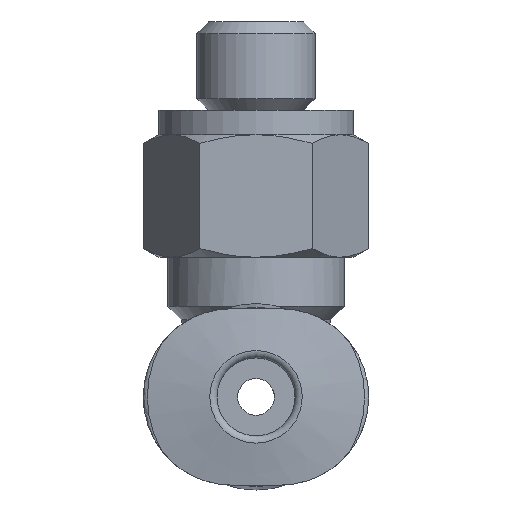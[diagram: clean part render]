
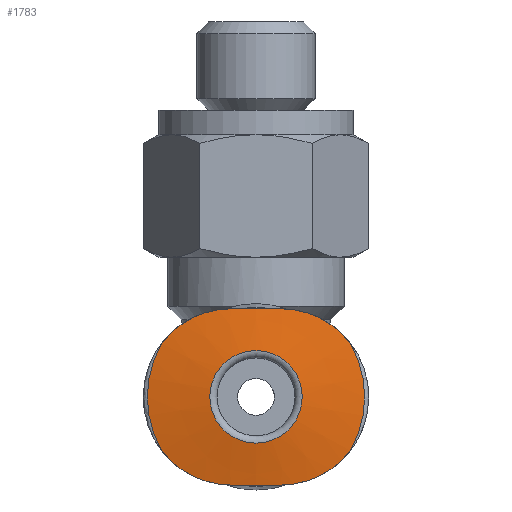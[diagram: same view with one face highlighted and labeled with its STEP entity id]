
A CAD part, left-side view. The second image highlights one B-rep face of the part: STEP entity #1783.
In plain terms, the highlighted conical face has half-angle 80 degrees and reference radius 1.887 mm.
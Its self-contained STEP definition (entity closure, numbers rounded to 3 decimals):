
#67=CONICAL_SURFACE('',#1915,1.888,1.396);
#176=CIRCLE('',#1829,4.435);
#215=CIRCLE('',#1916,4.435);
#216=CIRCLE('',#1917,1.888);
#419=ORIENTED_EDGE('',*,*,#689,.T.);
#420=ORIENTED_EDGE('',*,*,#690,.T.);
#421=ORIENTED_EDGE('',*,*,#691,.F.);
#422=ORIENTED_EDGE('',*,*,#692,.T.);
#423=ORIENTED_EDGE('',*,*,#693,.T.);
#424=ORIENTED_EDGE('',*,*,#694,.T.);
#425=ORIENTED_EDGE('',*,*,#574,.F.);
#426=ORIENTED_EDGE('',*,*,#695,.T.);
#427=ORIENTED_EDGE('',*,*,#696,.T.);
#574=EDGE_CURVE('',#740,#739,#176,.T.);
#689=EDGE_CURVE('',#825,#826,#908,.T.);
#690=EDGE_CURVE('',#826,#827,#909,.T.);
#691=EDGE_CURVE('',#828,#827,#215,.T.);
#692=EDGE_CURVE('',#828,#829,#910,.T.);
#693=EDGE_CURVE('',#829,#830,#911,.T.);
#694=EDGE_CURVE('',#830,#739,#912,.T.);
#695=EDGE_CURVE('',#740,#825,#913,.T.);
#696=EDGE_CURVE('',#831,#831,#216,.T.);
#739=VERTEX_POINT('',#2331);
#740=VERTEX_POINT('',#2336);
#825=VERTEX_POINT('',#2726);
#826=VERTEX_POINT('',#2727);
#827=VERTEX_POINT('',#2732);
#828=VERTEX_POINT('',#2734);
#829=VERTEX_POINT('',#2739);
#830=VERTEX_POINT('',#2744);
#831=VERTEX_POINT('',#2754);
#908=B_SPLINE_CURVE_WITH_KNOTS('',3,(#2722,#2723,#2724,#2725),
 .UNSPECIFIED.,.F.,.F.,(4,4),(0.002,0.004),
 .UNSPECIFIED.);
#909=B_SPLINE_CURVE_WITH_KNOTS('',3,(#2728,#2729,#2730,#2731),
 .UNSPECIFIED.,.F.,.F.,(4,4),(0.,0.003),
 .UNSPECIFIED.);
#910=B_SPLINE_CURVE_WITH_KNOTS('',3,(#2735,#2736,#2737,#2738),
 .UNSPECIFIED.,.F.,.F.,(4,4),(0.,0.003),
 .UNSPECIFIED.);
#911=B_SPLINE_CURVE_WITH_KNOTS('',3,(#2740,#2741,#2742,#2743),
 .UNSPECIFIED.,.F.,.F.,(4,4),(0.002,0.004),
 .UNSPECIFIED.);
#912=B_SPLINE_CURVE_WITH_KNOTS('',3,(#2745,#2746,#2747,#2748),
 .UNSPECIFIED.,.F.,.F.,(4,4),(0.,0.003),
 .UNSPECIFIED.);
#913=B_SPLINE_CURVE_WITH_KNOTS('',3,(#2749,#2750,#2751,#2752),
 .UNSPECIFIED.,.F.,.F.,(4,4),(0.,0.003),
 .UNSPECIFIED.);
#969=EDGE_LOOP('',(#419,#420,#421,#422,#423,#424,#425,#426));
#970=EDGE_LOOP('',(#427));
#1089=FACE_BOUND('',#969,.T.);
#1090=FACE_BOUND('',#970,.T.);
#1783=ADVANCED_FACE('',(#1089,#1090),#67,.T.);
#1829=AXIS2_PLACEMENT_3D('',#2337,#1984,#1985);
#1915=AXIS2_PLACEMENT_3D('',#2721,#2178,#2179);
#1916=AXIS2_PLACEMENT_3D('',#2733,#2180,#2181);
#1917=AXIS2_PLACEMENT_3D('',#2753,#2182,#2183);
#1984=DIRECTION('',(1.,0.,0.));
#1985=DIRECTION('',(0.,0.,-1.));
#2178=DIRECTION('',(1.,0.,0.));
#2179=DIRECTION('',(0.,0.,-1.));
#2180=DIRECTION('',(1.,0.,0.));
#2181=DIRECTION('',(0.,0.,-1.));
#2182=DIRECTION('',(1.,0.,0.));
#2183=DIRECTION('',(0.,0.,-1.));
#2331=CARTESIAN_POINT('',(-14.051,3.853,2.195));
#2336=CARTESIAN_POINT('',(-14.051,3.853,-2.195));
#2337=CARTESIAN_POINT('',(-14.051,0.,0.));
#2721=CARTESIAN_POINT('',(-14.5,0.,0.));
#2722=CARTESIAN_POINT('',(-14.174,1.,-3.6));
#2723=CARTESIAN_POINT('',(-14.205,0.334,-3.6));
#2724=CARTESIAN_POINT('',(-14.206,-0.332,-3.6));
#2725=CARTESIAN_POINT('',(-14.174,-1.,-3.6));
#2726=CARTESIAN_POINT('',(-14.174,1.,-3.6));
#2727=CARTESIAN_POINT('',(-14.174,-1.,-3.6));
#2728=CARTESIAN_POINT('',(-14.174,-1.,-3.6));
#2729=CARTESIAN_POINT('',(-14.122,-2.107,-3.6));
#2730=CARTESIAN_POINT('',(-14.078,-3.178,-3.073));
#2731=CARTESIAN_POINT('',(-14.051,-3.853,-2.195));
#2732=CARTESIAN_POINT('',(-14.051,-3.853,-2.195));
#2733=CARTESIAN_POINT('',(-14.051,0.,0.));
#2734=CARTESIAN_POINT('',(-14.051,-3.853,2.195));
#2735=CARTESIAN_POINT('',(-14.051,-3.853,2.195));
#2736=CARTESIAN_POINT('',(-14.078,-3.178,3.073));
#2737=CARTESIAN_POINT('',(-14.122,-2.107,3.6));
#2738=CARTESIAN_POINT('',(-14.174,-1.,3.6));
#2739=CARTESIAN_POINT('',(-14.174,-1.,3.6));
#2740=CARTESIAN_POINT('',(-14.174,-1.,3.6));
#2741=CARTESIAN_POINT('',(-14.205,-0.334,3.6));
#2742=CARTESIAN_POINT('',(-14.206,0.332,3.6));
#2743=CARTESIAN_POINT('',(-14.174,1.,3.6));
#2744=CARTESIAN_POINT('',(-14.174,1.,3.6));
#2745=CARTESIAN_POINT('',(-14.174,1.,3.6));
#2746=CARTESIAN_POINT('',(-14.122,2.107,3.6));
#2747=CARTESIAN_POINT('',(-14.078,3.178,3.073));
#2748=CARTESIAN_POINT('',(-14.051,3.853,2.195));
#2749=CARTESIAN_POINT('',(-14.051,3.853,-2.195));
#2750=CARTESIAN_POINT('',(-14.078,3.178,-3.073));
#2751=CARTESIAN_POINT('',(-14.122,2.107,-3.6));
#2752=CARTESIAN_POINT('',(-14.174,1.,-3.6));
#2753=CARTESIAN_POINT('',(-14.5,0.,0.));
#2754=CARTESIAN_POINT('',(-14.5,0.,-1.888));
